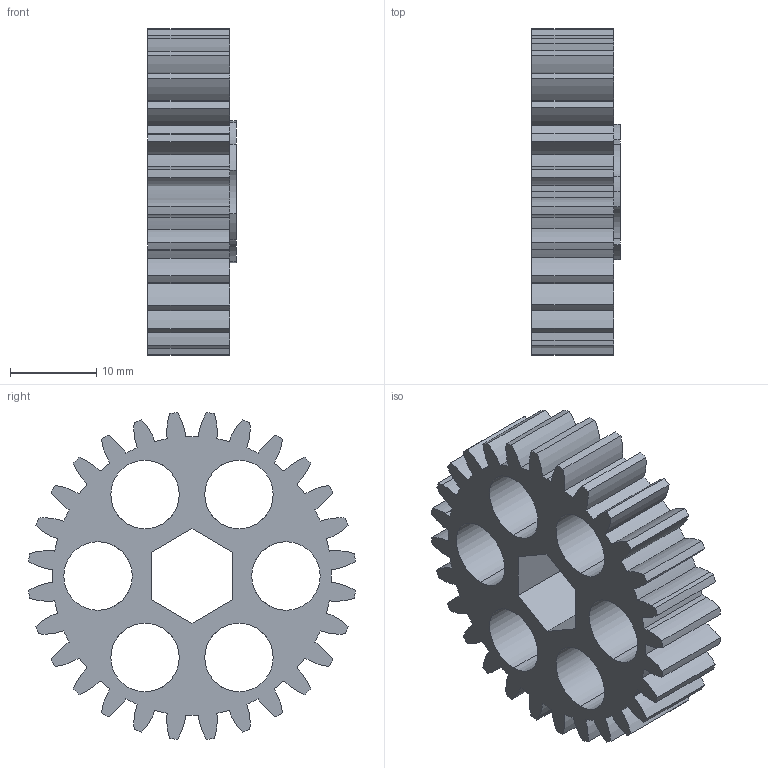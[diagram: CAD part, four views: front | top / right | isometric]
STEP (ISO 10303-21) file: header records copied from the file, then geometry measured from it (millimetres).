
FILE_DESCRIPTION (( 'STEP AP214' ), '1' );
FILE_NAME ('am-0025 28T Medium Cluster Gear REV2.STEP', '2016-07-19T19:28:00', ( '' ), ( '' ), 'SwSTEP 2.0', 'SolidWorks 2014', '' );
FILE_SCHEMA (( 'AUTOMOTIVE_DESIGN' ));
Length unit declared in the file: inch
Products named in the file (1): am-0025 28T Medium Cluster Gear REV2
Bounding box: 10.29 x 37.95 x 37.95 mm (x, y, z)
Volume: 5706.7 mm3; surface area: 5206.2 mm2
Topology: 1 solids, 1 shells, 145 faces, 444 edges, 296 vertices
Faces by surface type: cylinder 136, plane 9
Entity records: 5210 total; most frequent: DIRECTION 1020, ORIENTED_EDGE 888, CARTESIAN_POINT 886, EDGE_CURVE 444, AXIS2_PLACEMENT_3D 430, VERTEX_POINT 296, CIRCLE 284, LINE 160
